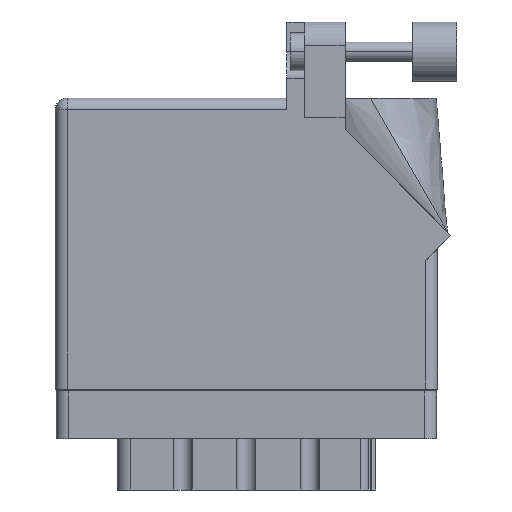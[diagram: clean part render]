
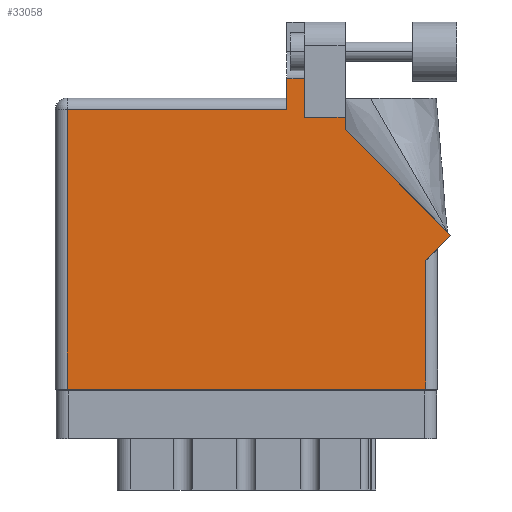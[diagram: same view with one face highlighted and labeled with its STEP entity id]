
A CAD part, front view. The second image highlights one B-rep face of the part: STEP entity #33058.
In plain terms, the highlighted face is planar.
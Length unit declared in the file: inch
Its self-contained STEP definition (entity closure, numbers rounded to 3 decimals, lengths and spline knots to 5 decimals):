
#73 = VERTEX_POINT ( 'NONE', #1949 ) ;
#91 = CARTESIAN_POINT ( 'NONE',  ( 1.217, 1.6315, 0. ) ) ;
#1080 = DIRECTION ( 'NONE',  ( 0., 1., 0. ) ) ;
#1091 = LINE ( 'NONE', #25665, #26459 ) ;
#1180 = CARTESIAN_POINT ( 'NONE',  ( 1.524, 1.36442, 0. ) ) ;
#1883 = CARTESIAN_POINT ( 'NONE',  ( 1.311, 1.6315, 0. ) ) ;
#1949 = CARTESIAN_POINT ( 'NONE',  ( 1.217, 1.468, 0. ) ) ;
#2046 = ORIENTED_EDGE ( 'NONE', *, *, #17930, .T. ) ;
#2768 = VERTEX_POINT ( 'NONE', #14656 ) ;
#3069 = CARTESIAN_POINT ( 'NONE',  ( 0., 1.468, 0. ) ) ;
#3707 = PLANE ( 'NONE',  #18801 ) ;
#3718 = CARTESIAN_POINT ( 'NONE',  ( 2.01, 0.737, 0. ) ) ;
#3877 = ORIENTED_EDGE ( 'NONE', *, *, #21037, .T. ) ;
#3960 = CARTESIAN_POINT ( 'NONE',  ( 1.311, 1.43, 0. ) ) ;
#4163 = ORIENTED_EDGE ( 'NONE', *, *, #31980, .T. ) ;
#4368 = FACE_OUTER_BOUND ( 'NONE', #9905, .T. ) ;
#5006 = LINE ( 'NONE', #29827, #21301 ) ;
#5132 = VERTEX_POINT ( 'NONE', #25380 ) ;
#5650 = CARTESIAN_POINT ( 'NONE',  ( 1.524, 1.36442, 0. ) ) ;
#6198 = DIRECTION ( 'NONE',  ( 0., -1., 0. ) ) ;
#6273 = EDGE_CURVE ( 'NONE', #73, #13802, #21011, .T. ) ;
#6603 = DIRECTION ( 'NONE',  ( -1., 0., 0. ) ) ;
#7086 = ORIENTED_EDGE ( 'NONE', *, *, #21635, .T. ) ;
#7761 = VERTEX_POINT ( 'NONE', #30329 ) ;
#8288 = CARTESIAN_POINT ( 'NONE',  ( 1.64177, 1.6315, 0. ) ) ;
#8914 = VERTEX_POINT ( 'NONE', #1883 ) ;
#9588 = VECTOR ( 'NONE', #22481, 39.37008 ) ;
#9905 = EDGE_LOOP ( 'NONE', ( #2046, #7086, #34253, #12172, #18005, #3877, #32604, #12531, #36445, #32844, #4163 ) ) ;
#9970 = CARTESIAN_POINT ( 'NONE',  ( 1.524, 1.43, 0. ) ) ;
#10980 = CARTESIAN_POINT ( 'NONE',  ( 1.217, 1.53, 0. ) ) ;
#11089 = CARTESIAN_POINT ( 'NONE',  ( 2.08071, 0.80771, 0. ) ) ;
#12172 = ORIENTED_EDGE ( 'NONE', *, *, #6273, .T. ) ;
#12531 = ORIENTED_EDGE ( 'NONE', *, *, #17850, .T. ) ;
#12557 = DIRECTION ( 'NONE',  ( 0.707, 0.707, 0. ) ) ;
#12631 = EDGE_CURVE ( 'NONE', #21040, #73, #32247, .T. ) ;
#12893 = CARTESIAN_POINT ( 'NONE',  ( 1.948, 0., 0. ) ) ;
#13068 = LINE ( 'NONE', #29923, #35227 ) ;
#13533 = CARTESIAN_POINT ( 'NONE',  ( 1.524, 1.43, 0. ) ) ;
#13802 = VERTEX_POINT ( 'NONE', #23411 ) ;
#14006 = DIRECTION ( 'NONE',  ( -0.707, 0.707, 0. ) ) ;
#14284 = DIRECTION ( 'NONE',  ( 1., 0., 0. ) ) ;
#14656 = CARTESIAN_POINT ( 'NONE',  ( 0.062, 0., 0. ) ) ;
#15651 = DIRECTION ( 'NONE',  ( -1., 0., 0. ) ) ;
#16263 = LINE ( 'NONE', #3960, #20342 ) ;
#16681 = LINE ( 'NONE', #9970, #34337 ) ;
#17474 = EDGE_CURVE ( 'NONE', #18567, #5132, #13068, .T. ) ;
#17850 = EDGE_CURVE ( 'NONE', #5132, #7761, #19908, .T. ) ;
#17928 = VECTOR ( 'NONE', #14006, 39.37008 ) ;
#17930 = EDGE_CURVE ( 'NONE', #30512, #8914, #16263, .T. ) ;
#18005 = ORIENTED_EDGE ( 'NONE', *, *, #36476, .T. ) ;
#18567 = VERTEX_POINT ( 'NONE', #12893 ) ;
#18801 = AXIS2_PLACEMENT_3D ( 'NONE', #26498, #35441, #6603 ) ;
#19908 = LINE ( 'NONE', #3718, #36611 ) ;
#20342 = VECTOR ( 'NONE', #32909, 39.37008 ) ;
#21011 = LINE ( 'NONE', #3069, #25061 ) ;
#21037 = EDGE_CURVE ( 'NONE', #2768, #18567, #1091, .T. ) ;
#21040 = VERTEX_POINT ( 'NONE', #91 ) ;
#21301 = VECTOR ( 'NONE', #6198, 39.37008 ) ;
#21635 = EDGE_CURVE ( 'NONE', #8914, #21040, #29989, .T. ) ;
#22348 = VERTEX_POINT ( 'NONE', #1180 ) ;
#22481 = DIRECTION ( 'NONE',  ( 0., -1., 0. ) ) ;
#23071 = DIRECTION ( 'NONE',  ( -1., 0., 0. ) ) ;
#23411 = CARTESIAN_POINT ( 'NONE',  ( 0.062, 1.468, 0. ) ) ;
#25061 = VECTOR ( 'NONE', #23071, 39.37008 ) ;
#25380 = CARTESIAN_POINT ( 'NONE',  ( 1.948, 0.675, 0. ) ) ;
#25621 = DIRECTION ( 'NONE',  ( -1., 0., 0. ) ) ;
#25665 = CARTESIAN_POINT ( 'NONE',  ( 0., 0., 0. ) ) ;
#26459 = VECTOR ( 'NONE', #14284, 39.37008 ) ;
#26498 = CARTESIAN_POINT ( 'NONE',  ( 0., 1.53, 0. ) ) ;
#27284 = VECTOR ( 'NONE', #25621, 39.37008 ) ;
#29827 = CARTESIAN_POINT ( 'NONE',  ( 0.062, 0., 0. ) ) ;
#29923 = CARTESIAN_POINT ( 'NONE',  ( 1.948, 0.737, 0. ) ) ;
#29989 = LINE ( 'NONE', #8288, #27284 ) ;
#30329 = CARTESIAN_POINT ( 'NONE',  ( 2.08071, 0.80771, 0. ) ) ;
#30512 = VERTEX_POINT ( 'NONE', #37177 ) ;
#31980 = EDGE_CURVE ( 'NONE', #32102, #30512, #16681, .T. ) ;
#32102 = VERTEX_POINT ( 'NONE', #13533 ) ;
#32247 = LINE ( 'NONE', #10980, #9588 ) ;
#32579 = LINE ( 'NONE', #5650, #35286 ) ;
#32604 = ORIENTED_EDGE ( 'NONE', *, *, #17474, .T. ) ;
#32844 = ORIENTED_EDGE ( 'NONE', *, *, #36957, .T. ) ;
#32909 = DIRECTION ( 'NONE',  ( 0., 1., 0. ) ) ;
#33058 = ADVANCED_FACE ( 'NONE', ( #4368 ), #3707, .F. ) ;
#33783 = LINE ( 'NONE', #11089, #17928 ) ;
#34253 = ORIENTED_EDGE ( 'NONE', *, *, #12631, .T. ) ;
#34337 = VECTOR ( 'NONE', #15651, 39.37008 ) ;
#34834 = DIRECTION ( 'NONE',  ( 0., 1., 0. ) ) ;
#35227 = VECTOR ( 'NONE', #1080, 39.37008 ) ;
#35264 = EDGE_CURVE ( 'NONE', #7761, #22348, #33783, .T. ) ;
#35286 = VECTOR ( 'NONE', #34834, 39.37008 ) ;
#35441 = DIRECTION ( 'NONE',  ( 0., 0., -1. ) ) ;
#36445 = ORIENTED_EDGE ( 'NONE', *, *, #35264, .T. ) ;
#36476 = EDGE_CURVE ( 'NONE', #13802, #2768, #5006, .T. ) ;
#36611 = VECTOR ( 'NONE', #12557, 39.37008 ) ;
#36957 = EDGE_CURVE ( 'NONE', #22348, #32102, #32579, .T. ) ;
#37177 = CARTESIAN_POINT ( 'NONE',  ( 1.311, 1.43, 0. ) ) ;
